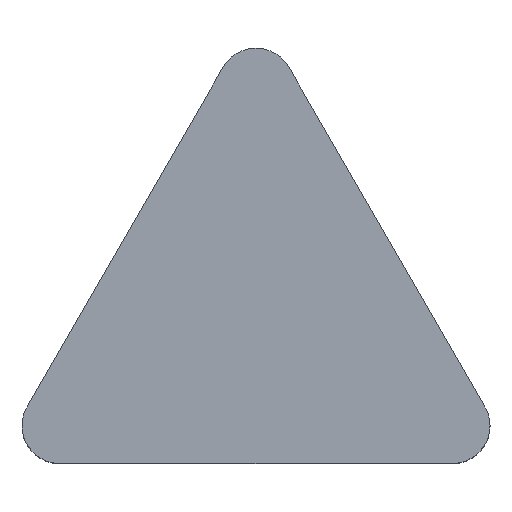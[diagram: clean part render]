
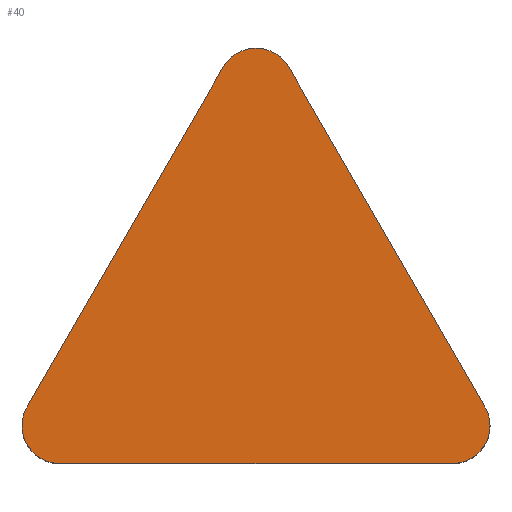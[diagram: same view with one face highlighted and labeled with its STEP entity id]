
A CAD part, top view. The second image highlights one B-rep face of the part: STEP entity #40.
In plain terms, the highlighted planar face has unit normal (0, 0, 1).
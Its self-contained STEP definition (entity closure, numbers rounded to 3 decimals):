
#40=ADVANCED_FACE('',(#53),#48,.T.);
#48=PLANE('',#202);
#53=FACE_OUTER_BOUND('',#61,.T.);
#61=EDGE_LOOP('',(#89,#90,#91,#92,#93,#94));
#68=CIRCLE('',#199,1.191);
#69=CIRCLE('',#200,1.191);
#70=CIRCLE('',#201,1.191);
#89=ORIENTED_EDGE('',*,*,#129,.T.);
#90=ORIENTED_EDGE('',*,*,#134,.T.);
#91=ORIENTED_EDGE('',*,*,#131,.T.);
#92=ORIENTED_EDGE('',*,*,#135,.T.);
#93=ORIENTED_EDGE('',*,*,#126,.T.);
#94=ORIENTED_EDGE('',*,*,#136,.T.);
#113=VERTEX_POINT('',#290);
#114=VERTEX_POINT('',#292);
#115=VERTEX_POINT('',#296);
#116=VERTEX_POINT('',#298);
#117=VERTEX_POINT('',#302);
#118=VERTEX_POINT('',#303);
#126=EDGE_CURVE('',#114,#113,#141,.T.);
#129=EDGE_CURVE('',#116,#115,#144,.T.);
#131=EDGE_CURVE('',#117,#118,#146,.T.);
#134=EDGE_CURVE('',#115,#117,#68,.T.);
#135=EDGE_CURVE('',#118,#114,#69,.T.);
#136=EDGE_CURVE('',#113,#116,#70,.T.);
#141=LINE('',#291,#153);
#144=LINE('',#297,#156);
#146=LINE('',#301,#158);
#153=VECTOR('',#224,1.0);
#156=VECTOR('',#229,1.0);
#158=VECTOR('',#233,1.0);
#199=AXIS2_PLACEMENT_3D('',#307,#238,#239);
#200=AXIS2_PLACEMENT_3D('',#308,#240,#241);
#201=AXIS2_PLACEMENT_3D('',#309,#242,#243);
#202=AXIS2_PLACEMENT_3D('',#310,#244,#245);
#224=DIRECTION('',(-0.5,-0.866,0.));
#229=DIRECTION('',(1.0,0.,0.));
#233=DIRECTION('',(-0.5,0.866,0.));
#238=DIRECTION('',(0.,0.,1.0));
#239=DIRECTION('',(-0.5,0.866,0.));
#240=DIRECTION('',(0.,0.,1.0));
#241=DIRECTION('',(-0.5,0.866,0.));
#242=DIRECTION('',(0.,0.,1.0));
#243=DIRECTION('',(-0.5,0.866,0.));
#244=DIRECTION('',(0.,0.,1.0));
#245=DIRECTION('',(-0.5,0.866,0.));
#290=CARTESIAN_POINT('',(1.031,1.786,0.));
#291=CARTESIAN_POINT('',(4.124,7.144,0.));
#292=CARTESIAN_POINT('',(7.218,12.502,0.));
#296=CARTESIAN_POINT('',(14.436,0.,0.));
#297=CARTESIAN_POINT('',(8.249,0.,0.));
#298=CARTESIAN_POINT('',(2.062,0.,0.));
#301=CARTESIAN_POINT('',(12.373,7.144,0.));
#302=CARTESIAN_POINT('',(15.467,1.786,0.));
#303=CARTESIAN_POINT('',(9.28,12.502,0.));
#307=CARTESIAN_POINT('',(14.436,1.191,0.));
#308=CARTESIAN_POINT('',(8.249,11.906,0.));
#309=CARTESIAN_POINT('',(2.062,1.191,0.));
#310=CARTESIAN_POINT('',(8.249,4.763,0.));
